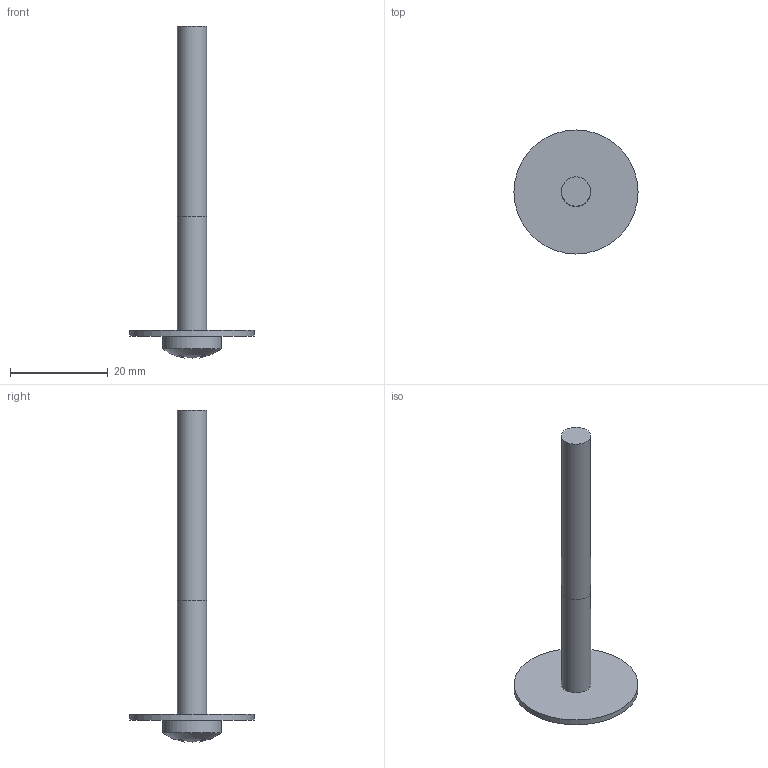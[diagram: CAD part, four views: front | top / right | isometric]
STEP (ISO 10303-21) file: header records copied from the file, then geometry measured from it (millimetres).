
FILE_DESCRIPTION(('FreeCAD Model'),'2;1');
FILE_NAME('Screw_w_Washer_D.step', '2020-09-03T13:26:36',('FreeCAD'),('FreeCAD'), 'Open CASCADE STEP processor 7.3','FreeCAD','Unknown');
FILE_SCHEMA(('AUTOMOTIVE_DESIGN { 1 0 10303 214 1 1 1 1 }'));
Length unit declared in the file: millimetre
Products named in the file (1): Open CASCADE STEP translator 7.3 6
Bounding box: 25.4 x 25.4 x 67.97 mm (x, y, z)
Volume: 2732 mm3; surface area: 2448.9 mm2
Topology: 1 solids, 1 shells, 30 faces, 74 edges, 48 vertices
Faces by surface type: plane 20, cone 5, cylinder 4, sphere 1
Full cylindrical faces by diameter (mm): 6 x2, 12 x1, 25.4 x1
Entity records: 933 total; most frequent: DIRECTION 193, CARTESIAN_POINT 153, ORIENTED_EDGE 148, AXIS2_PLACEMENT_3D 88, EDGE_CURVE 74, VERTEX_POINT 48, CIRCLE 33, FACE_BOUND 32
